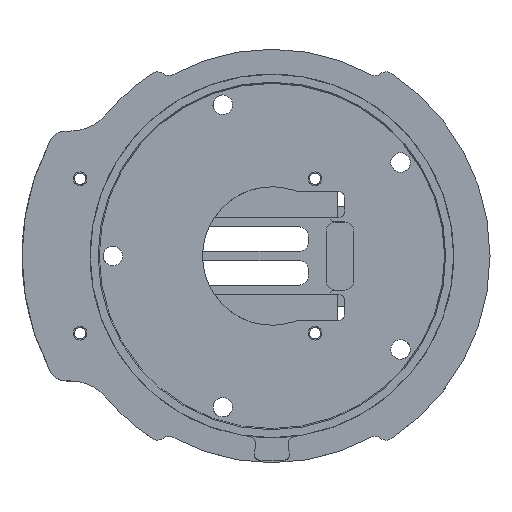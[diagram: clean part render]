
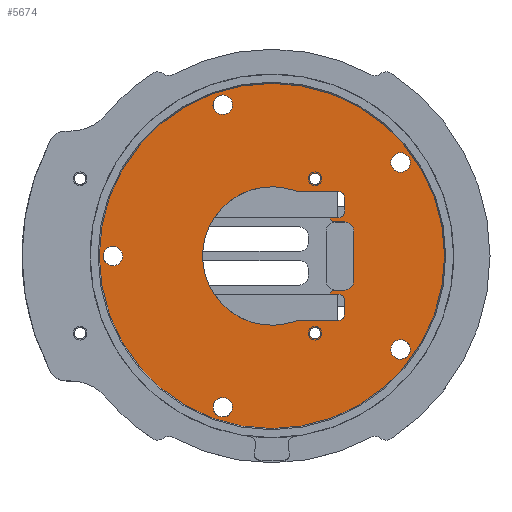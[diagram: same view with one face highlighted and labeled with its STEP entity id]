
A CAD part, top view. The second image highlights one B-rep face of the part: STEP entity #5674.
In plain terms, the highlighted planar face has unit normal (0, 0, 1).
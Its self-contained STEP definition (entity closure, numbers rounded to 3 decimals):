
#305=FACE_BOUND('',#674,.T.);
#306=FACE_BOUND('',#675,.T.);
#307=FACE_BOUND('',#676,.T.);
#308=FACE_BOUND('',#677,.T.);
#309=FACE_BOUND('',#678,.T.);
#310=FACE_BOUND('',#679,.T.);
#311=FACE_BOUND('',#680,.T.);
#312=FACE_BOUND('',#681,.T.);
#344=FACE_OUTER_BOUND('',#673,.T.);
#673=EDGE_LOOP('',(#3920));
#674=EDGE_LOOP('',(#3921));
#675=EDGE_LOOP('',(#3922));
#676=EDGE_LOOP('',(#3923));
#677=EDGE_LOOP('',(#3924));
#678=EDGE_LOOP('',(#3925));
#679=EDGE_LOOP('',(#3926));
#680=EDGE_LOOP('',(#3927));
#681=EDGE_LOOP('',(#3928,#3929,#3930,#3931,#3932,#3933,#3934,#3935,#3936,
#3937,#3938,#3939,#3940,#3941,#3942,#3943,#3944,#3945));
#1087=CIRCLE('',#6077,2.15);
#1088=CIRCLE('',#6079,38.);
#1089=CIRCLE('',#6080,2.15);
#1090=CIRCLE('',#6081,2.15);
#1091=CIRCLE('',#6082,2.15);
#1092=CIRCLE('',#6083,2.15);
#1093=CIRCLE('',#6084,1.25);
#1094=CIRCLE('',#6085,1.25);
#1095=CIRCLE('',#6086,15.25);
#1096=CIRCLE('',#6087,1.5);
#1097=CIRCLE('',#6088,1.5);
#1098=CIRCLE('',#6089,15.25);
#1099=CIRCLE('',#6090,1.5);
#1100=CIRCLE('',#6091,1.5);
#1101=CIRCLE('',#6092,15.25);
#1102=CIRCLE('',#6093,2.);
#1103=CIRCLE('',#6094,2.);
#1400=LINE('',#8782,#1901);
#1401=LINE('',#8786,#1902);
#1402=LINE('',#8790,#1903);
#1403=LINE('',#8794,#1904);
#1404=LINE('',#8798,#1905);
#1405=LINE('',#8802,#1906);
#1406=LINE('',#8806,#1907);
#1407=LINE('',#8810,#1908);
#1408=LINE('',#8814,#1909);
#1901=VECTOR('',#6892,2.722);
#1902=VECTOR('',#6895,1.772);
#1903=VECTOR('',#6898,2.8);
#1904=VECTOR('',#6901,8.939);
#1905=VECTOR('',#6904,8.939);
#1906=VECTOR('',#6907,2.8);
#1907=VECTOR('',#6910,1.772);
#1908=VECTOR('',#6913,2.722);
#1909=VECTOR('',#6916,11.);
#2470=VERTEX_POINT('',#8762);
#2471=VERTEX_POINT('',#8766);
#2472=VERTEX_POINT('',#8768);
#2473=VERTEX_POINT('',#8770);
#2474=VERTEX_POINT('',#8772);
#2475=VERTEX_POINT('',#8774);
#2476=VERTEX_POINT('',#8776);
#2477=VERTEX_POINT('',#8778);
#2478=VERTEX_POINT('',#8780);
#2479=VERTEX_POINT('',#8781);
#2480=VERTEX_POINT('',#8783);
#2481=VERTEX_POINT('',#8785);
#2482=VERTEX_POINT('',#8787);
#2483=VERTEX_POINT('',#8789);
#2484=VERTEX_POINT('',#8791);
#2485=VERTEX_POINT('',#8793);
#2486=VERTEX_POINT('',#8795);
#2487=VERTEX_POINT('',#8797);
#2488=VERTEX_POINT('',#8799);
#2489=VERTEX_POINT('',#8801);
#2490=VERTEX_POINT('',#8803);
#2491=VERTEX_POINT('',#8805);
#2492=VERTEX_POINT('',#8807);
#2493=VERTEX_POINT('',#8809);
#2494=VERTEX_POINT('',#8811);
#2495=VERTEX_POINT('',#8813);
#3041=EDGE_CURVE('',#2470,#2470,#1087,.T.);
#3043=EDGE_CURVE('',#2471,#2471,#1088,.T.);
#3044=EDGE_CURVE('',#2472,#2472,#1089,.T.);
#3045=EDGE_CURVE('',#2473,#2473,#1090,.T.);
#3046=EDGE_CURVE('',#2474,#2474,#1091,.T.);
#3047=EDGE_CURVE('',#2475,#2475,#1092,.T.);
#3048=EDGE_CURVE('',#2476,#2476,#1093,.T.);
#3049=EDGE_CURVE('',#2477,#2477,#1094,.T.);
#3050=EDGE_CURVE('',#2478,#2479,#1400,.T.);
#3051=EDGE_CURVE('',#2478,#2480,#1095,.T.);
#3052=EDGE_CURVE('',#2481,#2480,#1401,.T.);
#3053=EDGE_CURVE('',#2482,#2481,#1096,.T.);
#3054=EDGE_CURVE('',#2483,#2482,#1402,.T.);
#3055=EDGE_CURVE('',#2484,#2483,#1097,.T.);
#3056=EDGE_CURVE('',#2485,#2484,#1403,.T.);
#3057=EDGE_CURVE('',#2485,#2486,#1098,.T.);
#3058=EDGE_CURVE('',#2487,#2486,#1404,.T.);
#3059=EDGE_CURVE('',#2488,#2487,#1099,.T.);
#3060=EDGE_CURVE('',#2489,#2488,#1405,.T.);
#3061=EDGE_CURVE('',#2490,#2489,#1100,.T.);
#3062=EDGE_CURVE('',#2491,#2490,#1406,.T.);
#3063=EDGE_CURVE('',#2491,#2492,#1101,.T.);
#3064=EDGE_CURVE('',#2493,#2492,#1407,.T.);
#3065=EDGE_CURVE('',#2493,#2494,#1102,.T.);
#3066=EDGE_CURVE('',#2495,#2494,#1408,.T.);
#3067=EDGE_CURVE('',#2495,#2479,#1103,.T.);
#3920=ORIENTED_EDGE('',*,*,#3043,.F.);
#3921=ORIENTED_EDGE('',*,*,#3044,.T.);
#3922=ORIENTED_EDGE('',*,*,#3045,.T.);
#3923=ORIENTED_EDGE('',*,*,#3041,.T.);
#3924=ORIENTED_EDGE('',*,*,#3046,.T.);
#3925=ORIENTED_EDGE('',*,*,#3047,.T.);
#3926=ORIENTED_EDGE('',*,*,#3048,.T.);
#3927=ORIENTED_EDGE('',*,*,#3049,.T.);
#3928=ORIENTED_EDGE('',*,*,#3050,.F.);
#3929=ORIENTED_EDGE('',*,*,#3051,.T.);
#3930=ORIENTED_EDGE('',*,*,#3052,.F.);
#3931=ORIENTED_EDGE('',*,*,#3053,.F.);
#3932=ORIENTED_EDGE('',*,*,#3054,.F.);
#3933=ORIENTED_EDGE('',*,*,#3055,.F.);
#3934=ORIENTED_EDGE('',*,*,#3056,.F.);
#3935=ORIENTED_EDGE('',*,*,#3057,.T.);
#3936=ORIENTED_EDGE('',*,*,#3058,.F.);
#3937=ORIENTED_EDGE('',*,*,#3059,.F.);
#3938=ORIENTED_EDGE('',*,*,#3060,.F.);
#3939=ORIENTED_EDGE('',*,*,#3061,.F.);
#3940=ORIENTED_EDGE('',*,*,#3062,.F.);
#3941=ORIENTED_EDGE('',*,*,#3063,.T.);
#3942=ORIENTED_EDGE('',*,*,#3064,.F.);
#3943=ORIENTED_EDGE('',*,*,#3065,.T.);
#3944=ORIENTED_EDGE('',*,*,#3066,.F.);
#3945=ORIENTED_EDGE('',*,*,#3067,.T.);
#5531=PLANE('',#6078);
#5674=ADVANCED_FACE('',(#344,#305,#306,#307,#308,#309,#310,#311,#312),#5531,
 .T.);
#6077=AXIS2_PLACEMENT_3D('',#8763,#6873,#6874);
#6078=AXIS2_PLACEMENT_3D('',#8765,#6876,#6877);
#6079=AXIS2_PLACEMENT_3D('',#8767,#6878,#6879);
#6080=AXIS2_PLACEMENT_3D('',#8769,#6880,#6881);
#6081=AXIS2_PLACEMENT_3D('',#8771,#6882,#6883);
#6082=AXIS2_PLACEMENT_3D('',#8773,#6884,#6885);
#6083=AXIS2_PLACEMENT_3D('',#8775,#6886,#6887);
#6084=AXIS2_PLACEMENT_3D('',#8777,#6888,#6889);
#6085=AXIS2_PLACEMENT_3D('',#8779,#6890,#6891);
#6086=AXIS2_PLACEMENT_3D('',#8784,#6893,#6894);
#6087=AXIS2_PLACEMENT_3D('',#8788,#6896,#6897);
#6088=AXIS2_PLACEMENT_3D('',#8792,#6899,#6900);
#6089=AXIS2_PLACEMENT_3D('',#8796,#6902,#6903);
#6090=AXIS2_PLACEMENT_3D('',#8800,#6905,#6906);
#6091=AXIS2_PLACEMENT_3D('',#8804,#6908,#6909);
#6092=AXIS2_PLACEMENT_3D('',#8808,#6911,#6912);
#6093=AXIS2_PLACEMENT_3D('',#8812,#6914,#6915);
#6094=AXIS2_PLACEMENT_3D('',#8815,#6917,#6918);
#6873=DIRECTION('center_axis',(0.,0.,-1.));
#6874=DIRECTION('ref_axis',(-0.809,0.588,0.));
#6876=DIRECTION('center_axis',(0.,0.,1.));
#6877=DIRECTION('ref_axis',(1.,0.,0.));
#6878=DIRECTION('center_axis',(0.,0.,-1.));
#6879=DIRECTION('ref_axis',(0.,-1.,0.));
#6880=DIRECTION('center_axis',(0.,0.,-1.));
#6881=DIRECTION('ref_axis',(1.,0.,0.));
#6882=DIRECTION('center_axis',(0.,0.,-1.));
#6883=DIRECTION('ref_axis',(0.309,0.951,0.));
#6884=DIRECTION('center_axis',(0.,0.,-1.));
#6885=DIRECTION('ref_axis',(-0.809,-0.588,0.));
#6886=DIRECTION('center_axis',(0.,0.,-1.));
#6887=DIRECTION('ref_axis',(0.309,-0.951,0.));
#6888=DIRECTION('center_axis',(0.,0.,-1.));
#6889=DIRECTION('ref_axis',(1.,0.,0.));
#6890=DIRECTION('center_axis',(0.,0.,-1.));
#6891=DIRECTION('ref_axis',(1.,0.,0.));
#6892=DIRECTION('',(1.,0.,0.));
#6893=DIRECTION('center_axis',(0.,0.,-1.));
#6894=DIRECTION('ref_axis',(0.871,-0.492,0.));
#6895=DIRECTION('',(-1.,0.,0.));
#6896=DIRECTION('center_axis',(0.,0.,1.));
#6897=DIRECTION('ref_axis',(1.,0.,0.));
#6898=DIRECTION('',(0.,1.,0.));
#6899=DIRECTION('center_axis',(0.,0.,1.));
#6900=DIRECTION('ref_axis',(0.,-1.,0.));
#6901=DIRECTION('',(1.,0.,0.));
#6902=DIRECTION('center_axis',(0.,0.,-1.));
#6903=DIRECTION('ref_axis',(0.365,-0.931,0.));
#6904=DIRECTION('',(-1.,0.,0.));
#6905=DIRECTION('center_axis',(0.,0.,1.));
#6906=DIRECTION('ref_axis',(1.,0.,0.));
#6907=DIRECTION('',(0.,1.,0.));
#6908=DIRECTION('center_axis',(0.,0.,1.));
#6909=DIRECTION('ref_axis',(0.,-1.,0.));
#6910=DIRECTION('',(1.,0.,0.));
#6911=DIRECTION('center_axis',(0.,0.,-1.));
#6912=DIRECTION('ref_axis',(0.835,0.551,0.));
#6913=DIRECTION('',(-1.,0.,0.));
#6914=DIRECTION('center_axis',(0.,0.,-1.));
#6915=DIRECTION('ref_axis',(0.,1.,0.));
#6916=DIRECTION('',(0.,1.,0.));
#6917=DIRECTION('center_axis',(0.,0.,-1.));
#6918=DIRECTION('ref_axis',(1.,0.,0.));
#8762=CARTESIAN_POINT('',(-33.261,-1.264,0.));
#8763=CARTESIAN_POINT('Origin',(-35.,0.,0.));
#8765=CARTESIAN_POINT('Origin',(0.,0.,0.));
#8766=CARTESIAN_POINT('',(0.,-38.,0.));
#8767=CARTESIAN_POINT('Origin',(0.,0.,0.));
#8768=CARTESIAN_POINT('',(26.166,20.572,0.));
#8769=CARTESIAN_POINT('Origin',(28.316,20.572,0.));
#8770=CARTESIAN_POINT('',(-11.48,31.242,0.));
#8771=CARTESIAN_POINT('Origin',(-10.816,33.287,0.));
#8772=CARTESIAN_POINT('',(-9.076,-32.023,0.));
#8773=CARTESIAN_POINT('Origin',(-10.816,-33.287,0.));
#8774=CARTESIAN_POINT('',(27.651,-18.528,0.));
#8775=CARTESIAN_POINT('Origin',(28.316,-20.572,0.));
#8776=CARTESIAN_POINT('',(8.25,17.,0.));
#8777=CARTESIAN_POINT('Origin',(9.5,17.,0.));
#8778=CARTESIAN_POINT('',(8.25,-17.,0.));
#8779=CARTESIAN_POINT('Origin',(9.5,-17.,0.));
#8780=CARTESIAN_POINT('',(13.278,-7.5,0.));
#8781=CARTESIAN_POINT('',(16.,-7.5,0.));
#8782=CARTESIAN_POINT('',(13.278,-7.5,0.));
#8783=CARTESIAN_POINT('',(12.728,-8.4,0.));
#8784=CARTESIAN_POINT('Origin',(0.,0.,0.));
#8785=CARTESIAN_POINT('',(14.5,-8.4,0.));
#8786=CARTESIAN_POINT('',(14.5,-8.4,0.));
#8787=CARTESIAN_POINT('',(16.,-9.9,0.));
#8788=CARTESIAN_POINT('Origin',(14.5,-9.9,0.));
#8789=CARTESIAN_POINT('',(16.,-12.7,0.));
#8790=CARTESIAN_POINT('',(16.,-12.7,0.));
#8791=CARTESIAN_POINT('',(14.5,-14.2,0.));
#8792=CARTESIAN_POINT('Origin',(14.5,-12.7,0.));
#8793=CARTESIAN_POINT('',(5.561,-14.2,0.));
#8794=CARTESIAN_POINT('',(5.561,-14.2,0.));
#8795=CARTESIAN_POINT('',(5.561,14.2,0.));
#8796=CARTESIAN_POINT('Origin',(0.,0.,0.));
#8797=CARTESIAN_POINT('',(14.5,14.2,0.));
#8798=CARTESIAN_POINT('',(14.5,14.2,0.));
#8799=CARTESIAN_POINT('',(16.,12.7,0.));
#8800=CARTESIAN_POINT('Origin',(14.5,12.7,0.));
#8801=CARTESIAN_POINT('',(16.,9.9,0.));
#8802=CARTESIAN_POINT('',(16.,9.9,0.));
#8803=CARTESIAN_POINT('',(14.5,8.4,0.));
#8804=CARTESIAN_POINT('Origin',(14.5,9.9,0.));
#8805=CARTESIAN_POINT('',(12.728,8.4,0.));
#8806=CARTESIAN_POINT('',(12.728,8.4,0.));
#8807=CARTESIAN_POINT('',(13.278,7.5,0.));
#8808=CARTESIAN_POINT('Origin',(0.,0.,0.));
#8809=CARTESIAN_POINT('',(16.,7.5,0.));
#8810=CARTESIAN_POINT('',(16.,7.5,0.));
#8811=CARTESIAN_POINT('',(18.,5.5,0.));
#8812=CARTESIAN_POINT('Origin',(16.,5.5,0.));
#8813=CARTESIAN_POINT('',(18.,-5.5,0.));
#8814=CARTESIAN_POINT('',(18.,-5.5,0.));
#8815=CARTESIAN_POINT('Origin',(16.,-5.5,0.));
